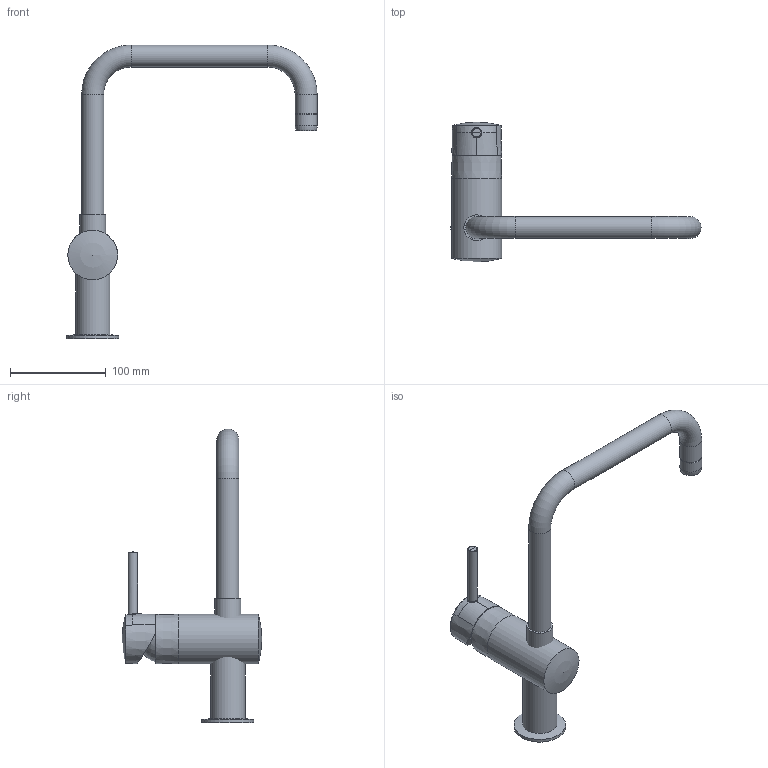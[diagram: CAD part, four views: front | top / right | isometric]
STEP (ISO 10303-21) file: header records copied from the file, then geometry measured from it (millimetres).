
FILE_DESCRIPTION(/* description */ ('Unknown'),/* implementation_level */ '2;1');
FILE_NAME(/* name */ '32488000',/* time_stamp */ '2022-09-09T07:22:41+02:00',/* author */ ('Unknown'),/* organization */ ('GROHE AG'),/* preprocessor_version */ 'ST-DEVELOPER v16.7',/* originating_system */ 'DEX',/* authorisation */ $);
FILE_SCHEMA (('AUTOMOTIVE_DESIGN {1 0 10303 214 3 1 1}'));
Length unit declared in the file: millimetre
Products named in the file (3): 32488000; id45
Assembly tree (2 placements, depth 2):
  32488000
    32488000
    id45
Bounding box: 261.5 x 145.74 x 307.2 mm (x, y, z)
Volume: 6945.6 mm3; surface area: 80037.6 mm2
Topology: 1 solids, 7 shells, 45 faces, 129 edges, 84 vertices
Faces by surface type: bspline 15, cylinder 10, plane 7, torus 6, cone 4, sphere 3
Full cylindrical faces by diameter (mm): 10 x1, 23 x4, 27 x1, 36 x1, 52 x1, 54 x1
Entity records: 2759 total; most frequent: CARTESIAN_POINT 1732, ORIENTED_EDGE 166, DIRECTION 143, EDGE_CURVE 103, VERTEX_POINT 78, AXIS2_PLACEMENT_3D 65, FACE_BOUND 63, EDGE_LOOP 62
